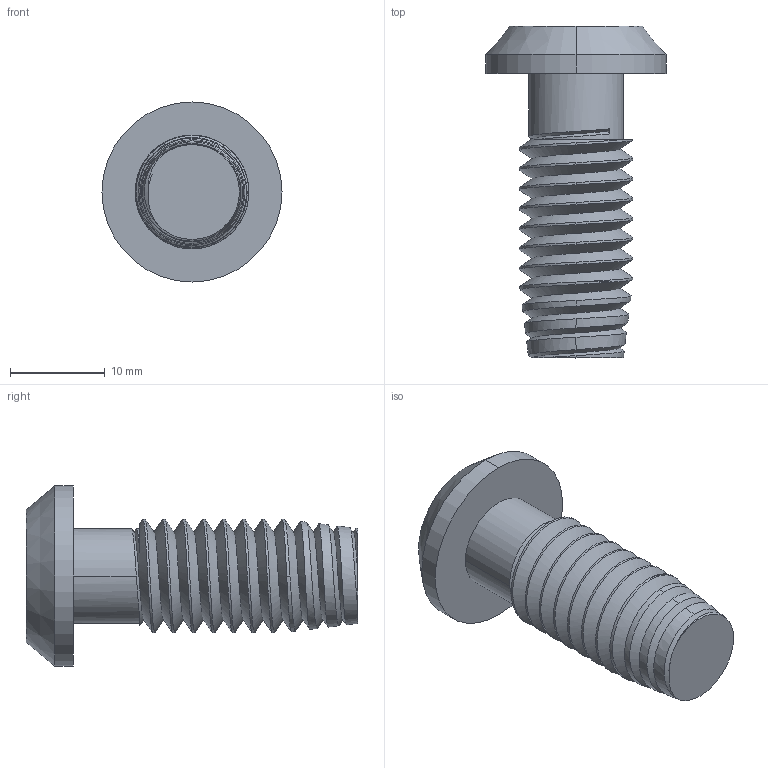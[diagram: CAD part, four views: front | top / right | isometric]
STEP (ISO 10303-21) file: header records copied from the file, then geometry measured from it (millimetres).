
FILE_DESCRIPTION (( 'STEP AP203' ), '1' );
FILE_NAME ('084.301.024.STEP', '2013-01-25T08:59:48', ( 'Alusic' ), ( 'Alusic' ), 'SwSTEP 2.0', 'SolidWorks 2011', '' );
FILE_SCHEMA (( 'CONFIG_CONTROL_DESIGN' ));
Length unit declared in the file: millimetre
Products named in the file (1): 084.301.024
Bounding box: 19 x 35 x 19 mm (x, y, z)
Volume: 3661.7 mm3; surface area: 2345.4 mm2
Topology: 1 solids, 1 shells, 47 faces, 127 edges, 84 vertices
Faces by surface type: cylinder 19, cone 13, plane 13, bspline 2
Entity records: 3006 total; most frequent: CARTESIAN_POINT 1886, ORIENTED_EDGE 254, DIRECTION 176, EDGE_CURVE 127, VERTEX_POINT 84, AXIS2_PLACEMENT_3D 61, VECTOR 54, LINE 54
